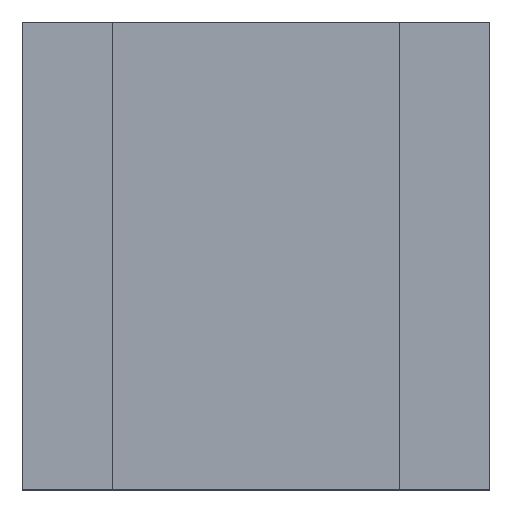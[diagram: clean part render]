
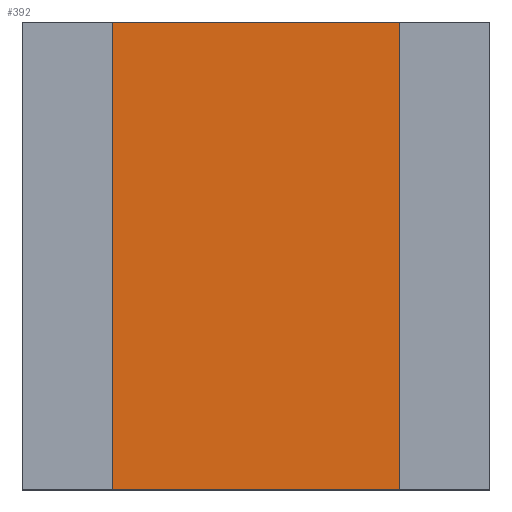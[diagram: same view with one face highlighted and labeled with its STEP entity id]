
A CAD part, top view. The second image highlights one B-rep face of the part: STEP entity #392.
In plain terms, the highlighted planar face has unit normal (0, 0, 1).
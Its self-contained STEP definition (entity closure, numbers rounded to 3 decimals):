
#137=CARTESIAN_POINT('',(64.85,12.5,2.25));
#138=VERTEX_POINT('',#137);
#145=CARTESIAN_POINT('',(85.15,12.5,2.25));
#146=VERTEX_POINT('',#145);
#147=CARTESIAN_POINT('',(64.85,12.5,2.25));
#148=DIRECTION('',(1.,0.,-0.));
#149=VECTOR('',#148,20.3);
#150=LINE('',#147,#149);
#151=EDGE_CURVE('',#138,#146,#150,.T.);
#232=CARTESIAN_POINT('',(85.15,-12.5,2.25));
#233=VERTEX_POINT('',#232);
#240=CARTESIAN_POINT('',(64.85,-12.5,2.25));
#241=VERTEX_POINT('',#240);
#242=CARTESIAN_POINT('',(64.85,-12.5,2.25));
#243=DIRECTION('',(1.,0.,-0.));
#244=VECTOR('',#243,20.3);
#245=LINE('',#242,#244);
#246=EDGE_CURVE('',#241,#233,#245,.T.);
#365=CARTESIAN_POINT('',(64.85,12.5,2.25));
#366=DIRECTION('',(0.,-1.,0.));
#367=VECTOR('',#366,25.);
#368=LINE('',#365,#367);
#369=EDGE_CURVE('',#138,#241,#368,.T.);
#376=CARTESIAN_POINT('',(80.075,12.5,2.25));
#377=DIRECTION('',(0.,0.,-1.));
#378=DIRECTION('',(-1.,0.,0.));
#379=AXIS2_PLACEMENT_3D('',#376,#377,#378);
#380=PLANE('',#379);
#381=ORIENTED_EDGE('',*,*,#246,.T.);
#382=CARTESIAN_POINT('',(85.15,12.5,2.25));
#383=DIRECTION('',(0.,-1.,0.));
#384=VECTOR('',#383,25.);
#385=LINE('',#382,#384);
#386=EDGE_CURVE('',#146,#233,#385,.T.);
#387=ORIENTED_EDGE('',*,*,#386,.F.);
#388=ORIENTED_EDGE('',*,*,#151,.F.);
#389=ORIENTED_EDGE('',*,*,#369,.T.);
#390=EDGE_LOOP('',(#381,#387,#388,#389));
#391=FACE_BOUND('',#390,.T.);
#392=ADVANCED_FACE('',(#391),#380,.F.);
